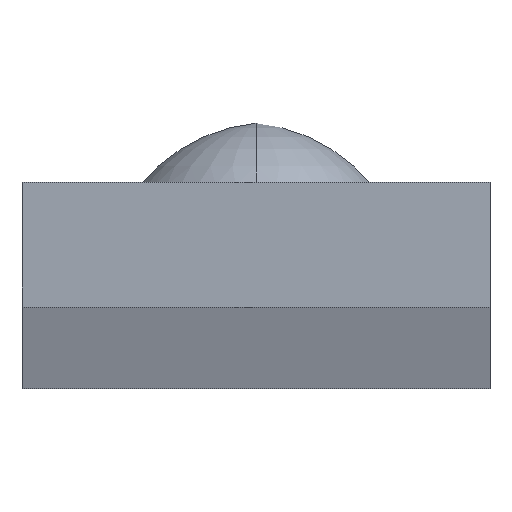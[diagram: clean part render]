
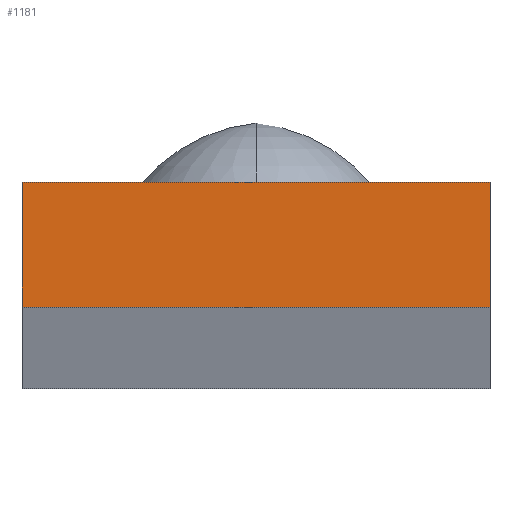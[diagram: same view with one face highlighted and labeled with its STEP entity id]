
A CAD part, top view. The second image highlights one B-rep face of the part: STEP entity #1181.
In plain terms, the highlighted planar face has unit normal (0, 0, 1).
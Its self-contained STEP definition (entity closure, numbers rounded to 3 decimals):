
#61 = VECTOR ( 'NONE', #6620, 1000. ) ;
#93 = EDGE_CURVE ( 'NONE', #3795, #1404, #2842, .T. ) ;
#160 = CARTESIAN_POINT ( 'NONE',  ( 0., 8., 0. ) ) ;
#235 = CARTESIAN_POINT ( 'NONE',  ( 30., 0., 0. ) ) ;
#416 = CARTESIAN_POINT ( 'NONE',  ( 30., 8., 0. ) ) ;
#437 = VECTOR ( 'NONE', #4930, 1000. ) ;
#626 = FACE_OUTER_BOUND ( 'NONE', #6319, .T. ) ;
#764 = CARTESIAN_POINT ( 'NONE',  ( 0., 8., 0. ) ) ;
#1071 = DIRECTION ( 'NONE',  ( 1., 0., 0. ) ) ;
#1076 = DIRECTION ( 'NONE',  ( 0., 0., 1. ) ) ;
#1086 = CARTESIAN_POINT ( 'NONE',  ( 0., 0., 0. ) ) ;
#1088 = PLANE ( 'NONE',  #2622 ) ;
#1181 = ADVANCED_FACE ( 'NONE', ( #626 ), #1088, .T. ) ;
#1254 = VECTOR ( 'NONE', #4716, 1000. ) ;
#1404 = VERTEX_POINT ( 'NONE', #235 ) ;
#1696 = CARTESIAN_POINT ( 'NONE',  ( 30., 0., 0. ) ) ;
#2276 = VERTEX_POINT ( 'NONE', #764 ) ;
#2398 = EDGE_CURVE ( 'NONE', #2276, #3795, #4817, .T. ) ;
#2622 = AXIS2_PLACEMENT_3D ( 'NONE', #1086, #1076, #1071 ) ;
#2762 = LINE ( 'NONE', #1696, #7004 ) ;
#2842 = LINE ( 'NONE', #4878, #1254 ) ;
#3003 = ORIENTED_EDGE ( 'NONE', *, *, #93, .T. ) ;
#3795 = VERTEX_POINT ( 'NONE', #5101 ) ;
#3928 = CARTESIAN_POINT ( 'NONE',  ( 30., 8., 0. ) ) ;
#4324 = ORIENTED_EDGE ( 'NONE', *, *, #5395, .T. ) ;
#4716 = DIRECTION ( 'NONE',  ( 1., 0., 0. ) ) ;
#4777 = ORIENTED_EDGE ( 'NONE', *, *, #2398, .T. ) ;
#4817 = LINE ( 'NONE', #160, #437 ) ;
#4878 = CARTESIAN_POINT ( 'NONE',  ( 0., 0., 0. ) ) ;
#4930 = DIRECTION ( 'NONE',  ( 0., -1., 0. ) ) ;
#5013 = LINE ( 'NONE', #3928, #61 ) ;
#5101 = CARTESIAN_POINT ( 'NONE',  ( 0., 0., 0. ) ) ;
#5395 = EDGE_CURVE ( 'NONE', #7321, #2276, #5013, .T. ) ;
#6265 = DIRECTION ( 'NONE',  ( 0., 1., 0. ) ) ;
#6319 = EDGE_LOOP ( 'NONE', ( #4777, #3003, #6618, #4324 ) ) ;
#6618 = ORIENTED_EDGE ( 'NONE', *, *, #6865, .T. ) ;
#6620 = DIRECTION ( 'NONE',  ( -1., 0., 0. ) ) ;
#6865 = EDGE_CURVE ( 'NONE', #1404, #7321, #2762, .T. ) ;
#7004 = VECTOR ( 'NONE', #6265, 1000. ) ;
#7321 = VERTEX_POINT ( 'NONE', #416 ) ;
